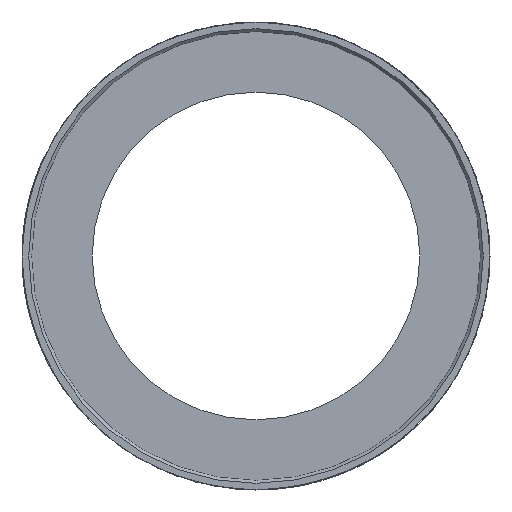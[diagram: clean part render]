
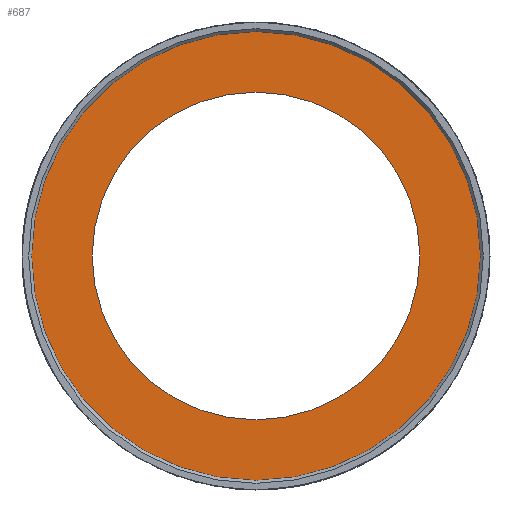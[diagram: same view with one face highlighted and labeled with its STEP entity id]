
A CAD part, left-side view. The second image highlights one B-rep face of the part: STEP entity #687.
In plain terms, the highlighted planar face has unit normal (-1, 0, 0).
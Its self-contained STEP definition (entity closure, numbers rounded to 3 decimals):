
#687=ADVANCED_FACE('',(#787,#788),#770,.F.);
#770=PLANE('',#2920);
#787=FACE_BOUND('',#909,.T.);
#788=FACE_BOUND('',#910,.T.);
#909=EDGE_LOOP('',(#1085));
#910=EDGE_LOOP('',(#1086));
#1085=ORIENTED_EDGE('',*,*,#2439,.F.);
#1086=ORIENTED_EDGE('',*,*,#2438,.T.);
#1984=VERTEX_POINT('',#3246);
#1985=VERTEX_POINT('',#3249);
#2438=EDGE_CURVE('',#1984,#1984,#2892,.T.);
#2439=EDGE_CURVE('',#1985,#1985,#2893,.T.);
#2892=CIRCLE('',#2917,47.6);
#2893=CIRCLE('',#2919,34.3);
#2917=AXIS2_PLACEMENT_3D('',#3245,#3038,#3039);
#2919=AXIS2_PLACEMENT_3D('',#3248,#3042,#3043);
#2920=AXIS2_PLACEMENT_3D('',#3250,#3044,#3045);
#3038=DIRECTION('',(-1.,0.,0.));
#3039=DIRECTION('',(0.,0.,1.));
#3042=DIRECTION('',(-1.,0.,0.));
#3043=DIRECTION('',(0.,0.,1.));
#3044=DIRECTION('',(1.,0.,0.));
#3045=DIRECTION('',(0.,0.,-1.));
#3245=CARTESIAN_POINT('',(4.5,0.,0.));
#3246=CARTESIAN_POINT('',(4.5,0.,47.6));
#3248=CARTESIAN_POINT('',(4.5,0.,0.));
#3249=CARTESIAN_POINT('',(4.5,0.,34.3));
#3250=CARTESIAN_POINT('',(4.5,47.6,0.));
